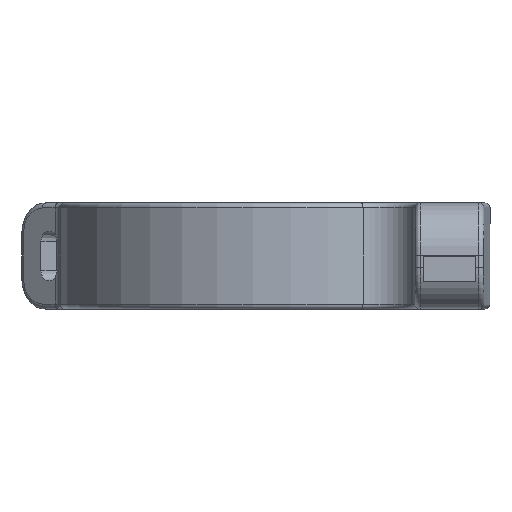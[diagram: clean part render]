
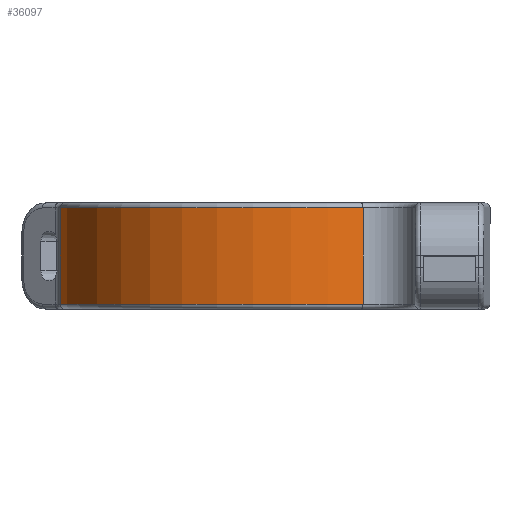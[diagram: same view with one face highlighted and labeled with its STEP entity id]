
A CAD part, left-side view. The second image highlights one B-rep face of the part: STEP entity #36097.
In plain terms, the highlighted cylindrical face has radius 26.2 mm (diameter 52.4 mm), a partial arc.
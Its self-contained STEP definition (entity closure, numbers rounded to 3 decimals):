
#436=CARTESIAN_POINT('',(0.,-0.4,-5.8));
#437=DIRECTION('',(0.,0.,-1.));
#438=DIRECTION('',(-0.918,-0.397,0.));
#439=AXIS2_PLACEMENT_3D('',#436,#437,#438);
#9868=DIRECTION('',(0.,0.,1.));
#9869=VECTOR('',#9868,11.6);
#9870=CARTESIAN_POINT('',(-24.042,-10.812,-5.8));
#9871=LINE('',#9870,#9869);
#9872=DIRECTION('',(0.,0.,1.));
#9873=VECTOR('',#9872,11.6);
#9874=CARTESIAN_POINT('',(2.317,25.697,-5.8));
#9875=LINE('',#9874,#9873);
#10085=CARTESIAN_POINT('',(0.,-0.4,5.8));
#10086=DIRECTION('',(0.,0.,1.));
#10087=DIRECTION('',(0.088,0.996,0.));
#10088=AXIS2_PLACEMENT_3D('',#10085,#10086,#10087);
#19606=CARTESIAN_POINT('',(-24.042,-10.812,-5.8));
#19607=CARTESIAN_POINT('',(-24.042,-10.812,5.8));
#19608=VERTEX_POINT('',#19606);
#19609=VERTEX_POINT('',#19607);
#19680=CARTESIAN_POINT('',(2.317,25.697,-5.8));
#19681=VERTEX_POINT('',#19680);
#19700=CARTESIAN_POINT('',(2.317,25.697,5.8));
#19701=VERTEX_POINT('',#19700);
#36084=CARTESIAN_POINT('',(0.,-0.4,-6.4));
#36085=DIRECTION('',(0.,0.,1.));
#36086=DIRECTION('',(1.,0.,0.));
#36087=AXIS2_PLACEMENT_3D('',#36084,#36085,#36086);
#36088=CYLINDRICAL_SURFACE('',#36087,26.2);
#36089=ORIENTED_EDGE('',*,*,#36075,.F.);
#36090=ORIENTED_EDGE('',*,*,#24685,.T.);
#36092=ORIENTED_EDGE('',*,*,#36091,.T.);
#36094=ORIENTED_EDGE('',*,*,#36093,.T.);
#36095=EDGE_LOOP('',(#36089,#36090,#36092,#36094));
#36096=FACE_OUTER_BOUND('',#36095,.F.);
#36097=ADVANCED_FACE('',(#36096),#36088,.T.);
#440=CIRCLE('',#439,26.2);
#10089=CIRCLE('',#10088,26.2);
#24685=EDGE_CURVE('',#19608,#19681,#440,.T.);
#36075=EDGE_CURVE('',#19608,#19609,#9871,.T.);
#36091=EDGE_CURVE('',#19681,#19701,#9875,.T.);
#36093=EDGE_CURVE('',#19701,#19609,#10089,.T.);
